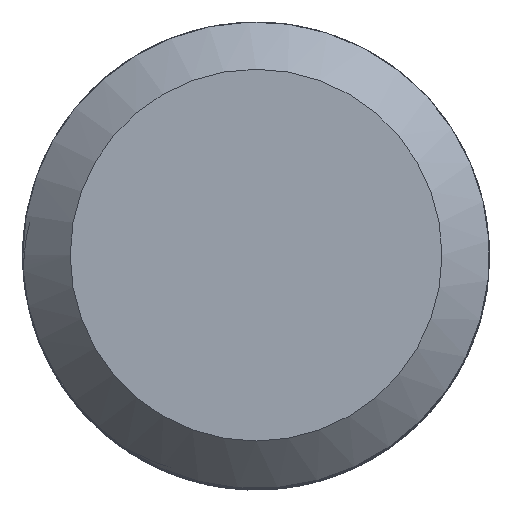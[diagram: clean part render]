
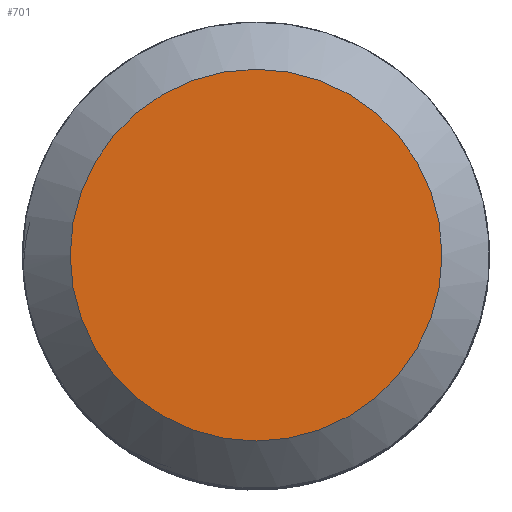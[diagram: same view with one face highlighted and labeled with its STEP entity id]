
A CAD part, top view. The second image highlights one B-rep face of the part: STEP entity #701.
In plain terms, the highlighted planar face has unit normal (0, 0, 1).
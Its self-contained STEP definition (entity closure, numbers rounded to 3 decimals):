
#28=PLANE('',#761);
#67=FACE_OUTER_BOUND('',#106,.T.);
#106=EDGE_LOOP('',(#633));
#116=CIRCLE('',#760,3.925);
#312=VERTEX_POINT('',#4557);
#418=EDGE_CURVE('',#312,#312,#116,.T.);
#633=ORIENTED_EDGE('',*,*,#418,.F.);
#701=ADVANCED_FACE('',(#67),#28,.T.);
#760=AXIS2_PLACEMENT_3D('',#4558,#881,#882);
#761=AXIS2_PLACEMENT_3D('',#4560,#884,#885);
#881=DIRECTION('center_axis',(0.,0.,-1.));
#882=DIRECTION('ref_axis',(1.,0.,0.));
#884=DIRECTION('center_axis',(0.,0.,1.));
#885=DIRECTION('ref_axis',(1.,0.,0.));
#4557=CARTESIAN_POINT('',(-3.925,0.,22.));
#4558=CARTESIAN_POINT('Origin',(0.,0.,22.));
#4560=CARTESIAN_POINT('Origin',(0.,0.,22.));
